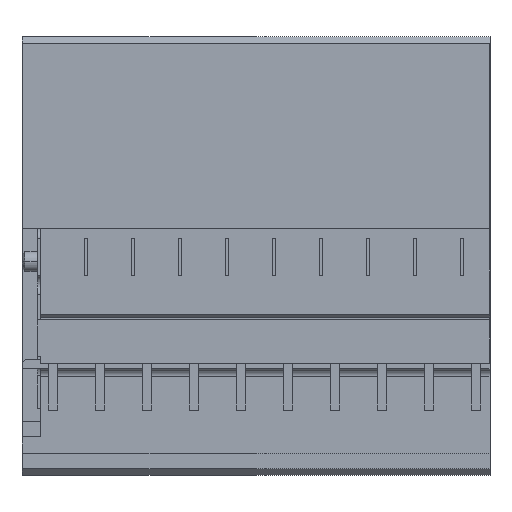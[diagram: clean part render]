
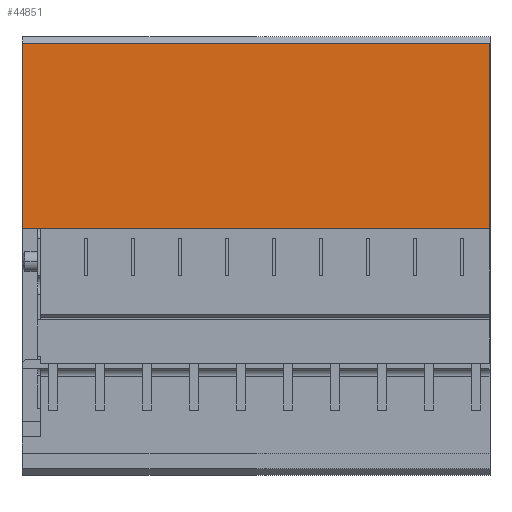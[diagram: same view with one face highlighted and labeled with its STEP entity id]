
A CAD part, left-side view. The second image highlights one B-rep face of the part: STEP entity #44851.
In plain terms, the highlighted planar face has unit normal (-1, 0, 0).
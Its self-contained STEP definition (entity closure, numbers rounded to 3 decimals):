
#42096=CARTESIAN_POINT('',(-8.95,-12.0,17.32));
#42097=VERTEX_POINT('',#42096);
#42104=CARTESIAN_POINT('',(-8.95,-12.0,7.45));
#42105=VERTEX_POINT('',#42104);
#42106=CARTESIAN_POINT('',(-8.95,-12.0,7.45));
#42107=DIRECTION('',(0.0,0.0,1.0));
#42108=VECTOR('',#42107,9.87);
#42109=LINE('',#42106,#42108);
#42110=EDGE_CURVE('',#42105,#42097,#42109,.T.);
#43018=CARTESIAN_POINT('',(-8.95,12.9,7.45));
#43019=VERTEX_POINT('',#43018);
#43026=CARTESIAN_POINT('',(-8.95,12.9,17.32));
#43027=VERTEX_POINT('',#43026);
#43028=CARTESIAN_POINT('',(-8.95,12.9,7.45));
#43029=DIRECTION('',(0.0,0.0,1.0));
#43030=VECTOR('',#43029,9.87);
#43031=LINE('',#43028,#43030);
#43032=EDGE_CURVE('',#43019,#43027,#43031,.T.);
#44667=CARTESIAN_POINT('',(-8.95,-12.0,7.45));
#44668=DIRECTION('',(0.0,1.0,0.0));
#44669=VECTOR('',#44668,24.9);
#44670=LINE('',#44667,#44669);
#44671=EDGE_CURVE('',#42105,#43019,#44670,.T.);
#44830=CARTESIAN_POINT('',(-8.95,-12.0,17.32));
#44831=DIRECTION('',(0.0,1.0,0.0));
#44832=VECTOR('',#44831,24.9);
#44833=LINE('',#44830,#44832);
#44834=EDGE_CURVE('',#42097,#43027,#44833,.T.);
#44840=CARTESIAN_POINT('',(-8.95,-13.245,6.956));
#44841=DIRECTION('',(-1.0,0.0,0.0));
#44842=DIRECTION('',(0.0,-1.0,0.0));
#44843=AXIS2_PLACEMENT_3D('',#44840,#44841,#44842);
#44844=PLANE('',#44843);
#44845=ORIENTED_EDGE('',*,*,#44834,.T.);
#44846=ORIENTED_EDGE('',*,*,#43032,.F.);
#44847=ORIENTED_EDGE('',*,*,#44671,.F.);
#44848=ORIENTED_EDGE('',*,*,#42110,.T.);
#44849=EDGE_LOOP('',(#44845,#44846,#44847,#44848));
#44850=FACE_OUTER_BOUND('',#44849,.T.);
#44851=ADVANCED_FACE('',(#44850),#44844,.T.);
